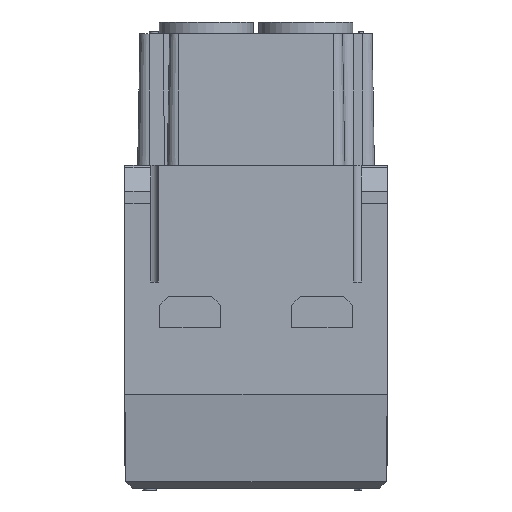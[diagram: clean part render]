
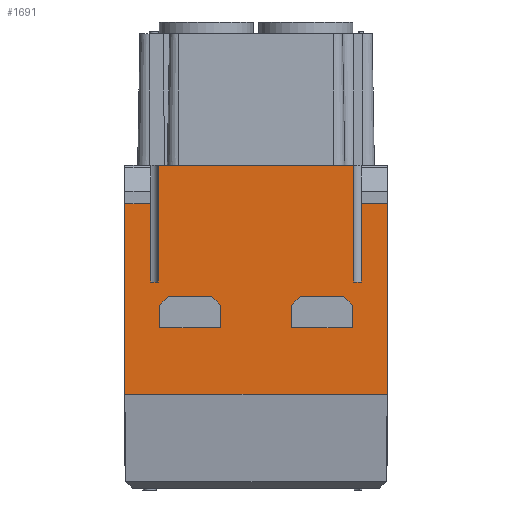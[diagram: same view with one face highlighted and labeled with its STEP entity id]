
A CAD part, left-side view. The second image highlights one B-rep face of the part: STEP entity #1691.
In plain terms, the highlighted planar face has unit normal (-1, 0, 0).
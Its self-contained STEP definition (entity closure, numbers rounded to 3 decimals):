
#569=FACE_BOUND('',#3578,.T.);
#570=FACE_BOUND('',#3579,.T.);
#571=FACE_BOUND('',#3580,.T.);
#1691=ADVANCED_FACE('',(#569,#570,#571),#2482,.T.);
#2482=PLANE('',#14687);
#3578=EDGE_LOOP('',(#5341,#5342,#5343,#5344,#5345,#5346,#5347,#5348,#5349,
#5350,#5351,#5352,#5353,#5354));
#3579=EDGE_LOOP('',(#5355,#5356,#5357,#5358,#5359,#5360));
#3580=EDGE_LOOP('',(#5361,#5362,#5363,#5364,#5365,#5366));
#5341=ORIENTED_EDGE('',*,*,#10981,.F.);
#5342=ORIENTED_EDGE('',*,*,#10982,.T.);
#5343=ORIENTED_EDGE('',*,*,#10983,.T.);
#5344=ORIENTED_EDGE('',*,*,#10984,.T.);
#5345=ORIENTED_EDGE('',*,*,#10962,.T.);
#5346=ORIENTED_EDGE('',*,*,#10985,.F.);
#5347=ORIENTED_EDGE('',*,*,#10986,.T.);
#5348=ORIENTED_EDGE('',*,*,#10987,.T.);
#5349=ORIENTED_EDGE('',*,*,#10988,.T.);
#5350=ORIENTED_EDGE('',*,*,#10929,.F.);
#5351=ORIENTED_EDGE('',*,*,#10989,.F.);
#5352=ORIENTED_EDGE('',*,*,#10990,.F.);
#5353=ORIENTED_EDGE('',*,*,#10991,.F.);
#5354=ORIENTED_EDGE('',*,*,#10992,.T.);
#5355=ORIENTED_EDGE('',*,*,#10993,.T.);
#5356=ORIENTED_EDGE('',*,*,#10994,.F.);
#5357=ORIENTED_EDGE('',*,*,#10995,.F.);
#5358=ORIENTED_EDGE('',*,*,#10996,.F.);
#5359=ORIENTED_EDGE('',*,*,#10997,.T.);
#5360=ORIENTED_EDGE('',*,*,#10998,.F.);
#5361=ORIENTED_EDGE('',*,*,#10999,.T.);
#5362=ORIENTED_EDGE('',*,*,#11000,.F.);
#5363=ORIENTED_EDGE('',*,*,#11001,.T.);
#5364=ORIENTED_EDGE('',*,*,#11002,.F.);
#5365=ORIENTED_EDGE('',*,*,#11003,.F.);
#5366=ORIENTED_EDGE('',*,*,#11004,.F.);
#9435=VERTEX_POINT('',#19536);
#9436=VERTEX_POINT('',#19538);
#9466=VERTEX_POINT('',#19603);
#9467=VERTEX_POINT('',#19605);
#9485=VERTEX_POINT('',#19655);
#9486=VERTEX_POINT('',#19656);
#9487=VERTEX_POINT('',#19658);
#9488=VERTEX_POINT('',#19660);
#9489=VERTEX_POINT('',#19663);
#9490=VERTEX_POINT('',#19665);
#9491=VERTEX_POINT('',#19667);
#9492=VERTEX_POINT('',#19670);
#9493=VERTEX_POINT('',#19672);
#9494=VERTEX_POINT('',#19674);
#9495=VERTEX_POINT('',#19677);
#9496=VERTEX_POINT('',#19678);
#9497=VERTEX_POINT('',#19680);
#9498=VERTEX_POINT('',#19682);
#9499=VERTEX_POINT('',#19684);
#9500=VERTEX_POINT('',#19686);
#9501=VERTEX_POINT('',#19689);
#9502=VERTEX_POINT('',#19690);
#9503=VERTEX_POINT('',#19692);
#9504=VERTEX_POINT('',#19694);
#9505=VERTEX_POINT('',#19696);
#9506=VERTEX_POINT('',#19698);
#10929=EDGE_CURVE('',#9435,#9436,#12938,.T.);
#10962=EDGE_CURVE('',#9467,#9466,#12959,.T.);
#10981=EDGE_CURVE('',#9485,#9486,#12971,.T.);
#10982=EDGE_CURVE('',#9485,#9487,#12972,.T.);
#10983=EDGE_CURVE('',#9487,#9488,#12973,.T.);
#10984=EDGE_CURVE('',#9488,#9467,#12974,.T.);
#10985=EDGE_CURVE('',#9489,#9466,#12975,.T.);
#10986=EDGE_CURVE('',#9489,#9490,#12976,.T.);
#10987=EDGE_CURVE('',#9490,#9491,#12977,.T.);
#10988=EDGE_CURVE('',#9491,#9436,#12978,.T.);
#10989=EDGE_CURVE('',#9492,#9435,#12979,.T.);
#10990=EDGE_CURVE('',#9493,#9492,#12980,.T.);
#10991=EDGE_CURVE('',#9494,#9493,#12981,.T.);
#10992=EDGE_CURVE('',#9494,#9486,#12982,.T.);
#10993=EDGE_CURVE('',#9495,#9496,#12983,.T.);
#10994=EDGE_CURVE('',#9497,#9496,#12984,.T.);
#10995=EDGE_CURVE('',#9498,#9497,#12985,.T.);
#10996=EDGE_CURVE('',#9499,#9498,#12986,.T.);
#10997=EDGE_CURVE('',#9499,#9500,#12987,.T.);
#10998=EDGE_CURVE('',#9495,#9500,#12988,.T.);
#10999=EDGE_CURVE('',#9501,#9502,#12989,.T.);
#11000=EDGE_CURVE('',#9503,#9502,#12990,.T.);
#11001=EDGE_CURVE('',#9503,#9504,#12991,.T.);
#11002=EDGE_CURVE('',#9505,#9504,#12992,.T.);
#11003=EDGE_CURVE('',#9506,#9505,#12993,.T.);
#11004=EDGE_CURVE('',#9501,#9506,#12994,.T.);
#12938=LINE('',#19537,#13818);
#12959=LINE('',#19604,#13839);
#12971=LINE('',#19654,#13851);
#12972=LINE('',#19657,#13852);
#12973=LINE('',#19659,#13853);
#12974=LINE('',#19661,#13854);
#12975=LINE('',#19662,#13855);
#12976=LINE('',#19664,#13856);
#12977=LINE('',#19666,#13857);
#12978=LINE('',#19668,#13858);
#12979=LINE('',#19669,#13859);
#12980=LINE('',#19671,#13860);
#12981=LINE('',#19673,#13861);
#12982=LINE('',#19675,#13862);
#12983=LINE('',#19676,#13863);
#12984=LINE('',#19679,#13864);
#12985=LINE('',#19681,#13865);
#12986=LINE('',#19683,#13866);
#12987=LINE('',#19685,#13867);
#12988=LINE('',#19687,#13868);
#12989=LINE('',#19688,#13869);
#12990=LINE('',#19691,#13870);
#12991=LINE('',#19693,#13871);
#12992=LINE('',#19695,#13872);
#12993=LINE('',#19697,#13873);
#12994=LINE('',#19699,#13874);
#13818=VECTOR('',#16079,1.);
#13839=VECTOR('',#16130,1.);
#13851=VECTOR('',#16150,1.);
#13852=VECTOR('',#16151,1.);
#13853=VECTOR('',#16152,1.);
#13854=VECTOR('',#16153,1.);
#13855=VECTOR('',#16154,1.);
#13856=VECTOR('',#16155,1.);
#13857=VECTOR('',#16156,1.);
#13858=VECTOR('',#16157,1.);
#13859=VECTOR('',#16158,1.);
#13860=VECTOR('',#16159,1.);
#13861=VECTOR('',#16160,1.);
#13862=VECTOR('',#16161,1.);
#13863=VECTOR('',#16162,1.);
#13864=VECTOR('',#16163,1.);
#13865=VECTOR('',#16164,1.);
#13866=VECTOR('',#16165,1.);
#13867=VECTOR('',#16166,1.);
#13868=VECTOR('',#16167,1.);
#13869=VECTOR('',#16168,1.);
#13870=VECTOR('',#16169,1.);
#13871=VECTOR('',#16170,1.);
#13872=VECTOR('',#16171,1.);
#13873=VECTOR('',#16172,1.);
#13874=VECTOR('',#16173,1.);
#14687=AXIS2_PLACEMENT_3D('',#19700,#16174,#16175);
#16079=DIRECTION('',(0.,-1.,0.));
#16130=DIRECTION('',(0.,0.,1.));
#16150=DIRECTION('',(0.,0.,1.));
#16151=DIRECTION('',(0.,-0.007,-1.));
#16152=DIRECTION('',(0.,-1.,0.));
#16153=DIRECTION('',(0.,-0.007,1.));
#16154=DIRECTION('',(0.,-1.,0.));
#16155=DIRECTION('',(0.,0.,-1.));
#16156=DIRECTION('',(0.,1.,0.));
#16157=DIRECTION('',(0.,0.,1.));
#16158=DIRECTION('',(0.,0.,1.));
#16159=DIRECTION('',(0.,-1.,0.));
#16160=DIRECTION('',(0.,0.,-1.));
#16161=DIRECTION('',(0.,1.,0.));
#16162=DIRECTION('',(0.,0.,-1.));
#16163=DIRECTION('',(0.,-1.,0.));
#16164=DIRECTION('',(0.,0.,-1.));
#16165=DIRECTION('',(0.,0.707,-0.707));
#16166=DIRECTION('',(0.,-1.,0.));
#16167=DIRECTION('',(0.,0.707,0.707));
#16168=DIRECTION('',(0.,-1.,0.));
#16169=DIRECTION('',(0.,0.707,0.707));
#16170=DIRECTION('',(0.,0.,-1.));
#16171=DIRECTION('',(0.,-1.,0.));
#16172=DIRECTION('',(0.,0.,-1.));
#16173=DIRECTION('',(0.,0.707,-0.707));
#16174=DIRECTION('',(-1.,0.,0.));
#16175=DIRECTION('',(0.,0.,1.));
#19536=CARTESIAN_POINT('',(-15.15,10.9,-23.265));
#19537=CARTESIAN_POINT('',(-15.15,-10.759,-23.265));
#19538=CARTESIAN_POINT('',(-15.15,-10.9,-23.265));
#19603=CARTESIAN_POINT('',(-15.15,-14.65,-27.556));
#19604=CARTESIAN_POINT('',(-15.15,-14.65,-45.765));
#19605=CARTESIAN_POINT('',(-15.15,-14.651,-45.765));
#19654=CARTESIAN_POINT('',(-15.15,14.65,-45.765));
#19655=CARTESIAN_POINT('',(-15.15,14.649,-45.765));
#19656=CARTESIAN_POINT('',(-15.15,14.65,-27.556));
#19657=CARTESIAN_POINT('',(-15.15,14.648,-45.765));
#19658=CARTESIAN_POINT('',(-15.15,14.626,-48.765));
#19659=CARTESIAN_POINT('',(-15.15,14.648,-48.765));
#19660=CARTESIAN_POINT('',(-15.15,-14.63,-48.765));
#19661=CARTESIAN_POINT('',(-15.15,-14.652,-45.765));
#19662=CARTESIAN_POINT('',(-15.15,-11.75,-27.556));
#19663=CARTESIAN_POINT('',(-15.15,-11.75,-27.556));
#19664=CARTESIAN_POINT('',(-15.15,-11.75,-27.556));
#19665=CARTESIAN_POINT('',(-15.15,-11.75,-36.265));
#19666=CARTESIAN_POINT('',(-15.15,-12.704,-36.265));
#19667=CARTESIAN_POINT('',(-15.15,-10.9,-36.265));
#19668=CARTESIAN_POINT('',(-15.15,-10.9,-39.235));
#19669=CARTESIAN_POINT('',(-15.15,10.9,-36.265));
#19670=CARTESIAN_POINT('',(-15.15,10.9,-36.265));
#19671=CARTESIAN_POINT('',(-15.15,12.704,-36.265));
#19672=CARTESIAN_POINT('',(-15.15,11.75,-36.265));
#19673=CARTESIAN_POINT('',(-15.15,11.75,-27.556));
#19674=CARTESIAN_POINT('',(-15.15,11.75,-27.556));
#19675=CARTESIAN_POINT('',(-15.15,11.75,-27.556));
#19676=CARTESIAN_POINT('',(-15.15,3.948,-39.235));
#19677=CARTESIAN_POINT('',(-15.15,3.948,-38.865));
#19678=CARTESIAN_POINT('',(-15.15,3.948,-41.365));
#19679=CARTESIAN_POINT('',(-15.15,11.848,-41.365));
#19680=CARTESIAN_POINT('',(-15.15,10.748,-41.365));
#19681=CARTESIAN_POINT('',(-15.15,10.748,-37.865));
#19682=CARTESIAN_POINT('',(-15.15,10.748,-38.865));
#19683=CARTESIAN_POINT('',(-15.15,9.748,-37.865));
#19684=CARTESIAN_POINT('',(-15.15,9.748,-37.865));
#19685=CARTESIAN_POINT('',(-15.15,11.848,-37.865));
#19686=CARTESIAN_POINT('',(-15.15,4.948,-37.865));
#19687=CARTESIAN_POINT('',(-15.15,4.948,-37.865));
#19688=CARTESIAN_POINT('',(-15.15,-2.852,-37.865));
#19689=CARTESIAN_POINT('',(-15.15,-4.952,-37.865));
#19690=CARTESIAN_POINT('',(-15.15,-9.752,-37.865));
#19691=CARTESIAN_POINT('',(-15.15,-9.752,-37.865));
#19692=CARTESIAN_POINT('',(-15.15,-10.752,-38.865));
#19693=CARTESIAN_POINT('',(-15.15,-10.752,-39.235));
#19694=CARTESIAN_POINT('',(-15.15,-10.752,-41.365));
#19695=CARTESIAN_POINT('',(-15.15,-2.852,-41.365));
#19696=CARTESIAN_POINT('',(-15.15,-3.952,-41.365));
#19697=CARTESIAN_POINT('',(-15.15,-3.952,-37.865));
#19698=CARTESIAN_POINT('',(-15.15,-3.952,-38.865));
#19699=CARTESIAN_POINT('',(-15.15,-4.952,-37.865));
#19700=CARTESIAN_POINT('',(-15.15,-10.759,-39.235));
